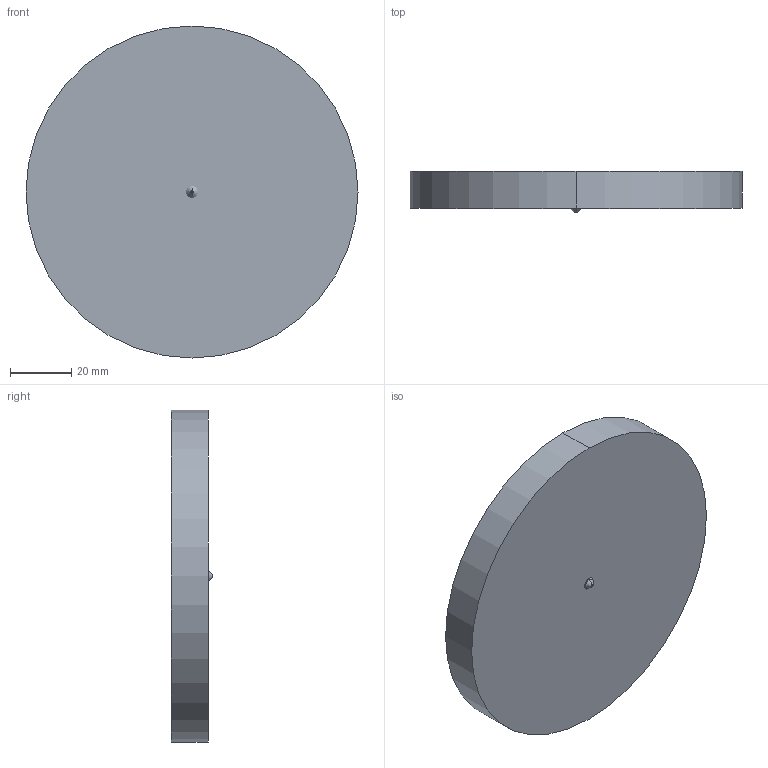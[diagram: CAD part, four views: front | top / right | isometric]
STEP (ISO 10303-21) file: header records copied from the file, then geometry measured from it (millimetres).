
FILE_DESCRIPTION (( 'STEP AP203' ), '1' );
FILE_NAME ('ACE D4 WHEEL REV 0.STEP', '2023-05-06T11:57:25', ( '' ), ( '' ), 'SwSTEP 2.0', 'SolidWorks 2020', '' );
FILE_SCHEMA (( 'CONFIG_CONTROL_DESIGN' ));
Length unit declared in the file: millimetre
Products named in the file (1): ACE D4 WHEEL REV 0
Bounding box: 108 x 13.59 x 108 mm (x, y, z)
Volume: 101339.7 mm3; surface area: 71630 mm2
Topology: 6 solids, 6 shells, 920 faces, 2700 edges, 1795 vertices
Faces by surface type: cylinder 894, plane 16, cone 10
Entity records: 32347 total; most frequent: DIRECTION 6334, CARTESIAN_POINT 5414, ORIENTED_EDGE 5396, AXIS2_PLACEMENT_3D 2715, EDGE_CURVE 2698, VERTEX_POINT 1795, CIRCLE 1794, EDGE_LOOP 1231
